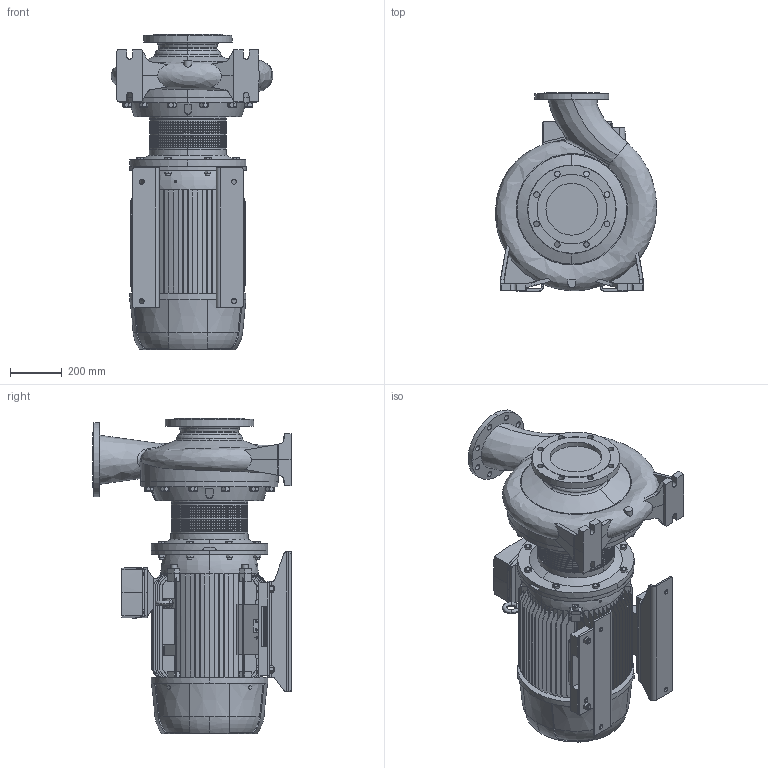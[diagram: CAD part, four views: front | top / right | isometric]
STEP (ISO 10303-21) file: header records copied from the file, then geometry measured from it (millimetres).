
FILE_DESCRIPTION (( 'STEP AP214' ), '1' );
FILE_NAME ('4_93_494_21_REV01.step', '2022-07-07T06:54:09', ( '' ), ( '' ), 'SwSTEP 2.0', 'SolidWorks 2020', '' );
FILE_SCHEMA (( 'AUTOMOTIVE_DESIGN' ));
Length unit declared in the file: millimetre
Products named in the file (3): Copia di 217471^4_93_494_21_REV01; 4_93_494_21_REV01; Copia di 217458^4_93_494_21_REV01
Assembly tree (2 placements, depth 2):
  4_93_494_21_REV01
    Copia di 217458^4_93_494_21_REV01
    Copia di 217471^4_93_494_21_REV01
Bounding box: 624.11 x 765 x 1217.8 mm (x, y, z)
Volume: 173983026.4 mm3; surface area: 6349365.5 mm2
Topology: 41 solids, 1055 shells, 3337 faces, 10218 edges, 8050 vertices
Faces by surface type: cylinder 1496, plane 1125, cone 491, torus 154, bspline 71
Entity records: 178773 total; most frequent: CARTESIAN_POINT 94721, DIRECTION 16383, ORIENTED_EDGE 16252, EDGE_CURVE 10216, VERTEX_POINT 8050, AXIS2_PLACEMENT_3D 5773, VECTOR 4837, LINE 4837
